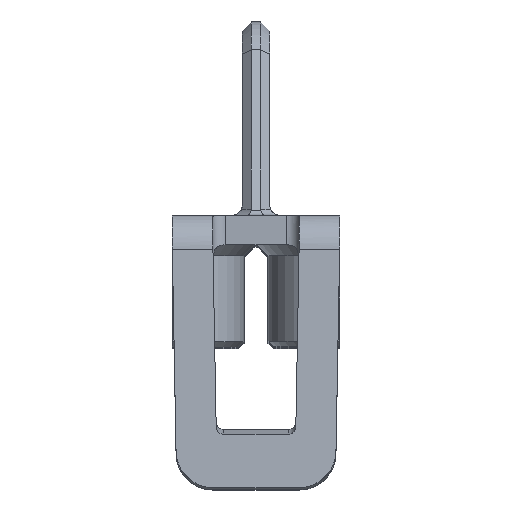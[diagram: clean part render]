
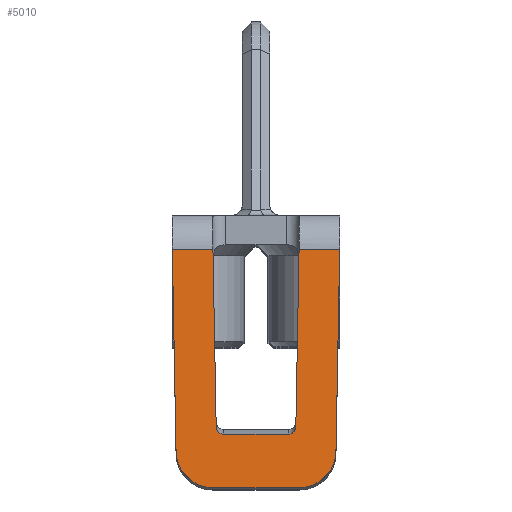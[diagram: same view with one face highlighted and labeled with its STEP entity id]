
A CAD part, top view. The second image highlights one B-rep face of the part: STEP entity #5010.
In plain terms, the highlighted planar face has unit normal (0, 0.07, 0.998).
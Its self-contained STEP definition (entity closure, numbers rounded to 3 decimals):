
#1037=DIRECTION('',(0.018,-0.997,0.07));
#1038=VECTOR('',#1037,11.005);
#1039=CARTESIAN_POINT('',(-4.543,-0.36,
37.66));
#1040=LINE('',#1039,#1038);
#1160=DIRECTION('',(0.018,0.997,-0.07));
#1161=VECTOR('',#1160,11.005);
#1162=CARTESIAN_POINT('',(4.342,-11.337,38.428));
#1163=LINE('',#1162,#1161);
#1307=CARTESIAN_POINT('',(-4.342,-11.337,
38.428));
#1308=CARTESIAN_POINT('',(-4.336,-11.663,
38.45));
#1309=CARTESIAN_POINT('',(-4.187,-12.177,
38.486));
#1310=CARTESIAN_POINT('',(-3.773,-12.756,
38.527));
#1311=CARTESIAN_POINT('',(-3.187,-13.159,
38.555));
#1312=CARTESIAN_POINT('',(-2.67,-13.3,38.565));
#1313=CARTESIAN_POINT('',(-2.343,-13.3,38.565));
#1315=DIRECTION('',(-1.,0.,0.));
#1316=VECTOR('',#1315,2.204);
#1317=CARTESIAN_POINT('',(-2.339,-0.36,
37.66));
#1318=LINE('',#1317,#1316);
#1319=DIRECTION('',(0.018,-0.997,0.07));
#1320=VECTOR('',#1319,9.661);
#1321=CARTESIAN_POINT('',(-2.339,-0.36,
37.66));
#1322=LINE('',#1321,#1320);
#1323=DIRECTION('',(1.,0.,0.));
#1324=VECTOR('',#1323,3.524);
#1325=CARTESIAN_POINT('',(-1.762,-10.4,38.362));
#1326=LINE('',#1325,#1324);
#1327=DIRECTION('',(0.018,0.997,-0.07));
#1328=VECTOR('',#1327,9.661);
#1329=CARTESIAN_POINT('',(2.162,-9.996,38.334));
#1330=LINE('',#1329,#1328);
#1331=DIRECTION('',(-1.,0.,0.));
#1332=VECTOR('',#1331,2.204);
#1333=CARTESIAN_POINT('',(4.543,-0.36,
37.66));
#1334=LINE('',#1333,#1332);
#1335=CARTESIAN_POINT('',(2.343,-13.3,38.565));
#1336=CARTESIAN_POINT('',(2.67,-13.3,38.565));
#1337=CARTESIAN_POINT('',(3.187,-13.159,38.555));
#1338=CARTESIAN_POINT('',(3.773,-12.756,38.527));
#1339=CARTESIAN_POINT('',(4.187,-12.177,38.486));
#1340=CARTESIAN_POINT('',(4.336,-11.663,38.45));
#1341=CARTESIAN_POINT('',(4.342,-11.337,38.428));
#1347=DIRECTION('',(1.,0.,0.));
#1348=VECTOR('',#1347,4.685);
#1349=CARTESIAN_POINT('',(-2.343,-13.3,38.565));
#1350=LINE('',#1349,#1348);
#1379=CARTESIAN_POINT('',(-1.762,-10.4,38.362));
#1380=CARTESIAN_POINT('',(-1.895,-10.4,38.362));
#1381=CARTESIAN_POINT('',(-2.06,-10.297,
38.355));
#1382=CARTESIAN_POINT('',(-2.16,-10.129,
38.343));
#1383=CARTESIAN_POINT('',(-2.162,-9.996,
38.334));
#1397=CARTESIAN_POINT('',(2.162,-9.996,38.334));
#1398=CARTESIAN_POINT('',(2.16,-10.129,38.343));
#1399=CARTESIAN_POINT('',(2.06,-10.297,38.355));
#1400=CARTESIAN_POINT('',(1.895,-10.4,38.362));
#1401=CARTESIAN_POINT('',(1.762,-10.4,38.362));
#2979=CARTESIAN_POINT('',(-2.162,-9.996,
38.334));
#2981=VERTEX_POINT('',#2979);
#2983=CARTESIAN_POINT('',(-1.762,-10.4,38.362));
#2985=VERTEX_POINT('',#2983);
#2986=CARTESIAN_POINT('',(2.162,-9.996,38.334));
#2988=VERTEX_POINT('',#2986);
#2990=CARTESIAN_POINT('',(1.762,-10.4,38.362));
#2992=VERTEX_POINT('',#2990);
#2998=CARTESIAN_POINT('',(2.339,-0.36,
37.66));
#2999=VERTEX_POINT('',#2998);
#3000=CARTESIAN_POINT('',(-2.339,-0.36,
37.66));
#3001=VERTEX_POINT('',#3000);
#3084=CARTESIAN_POINT('',(-4.543,-0.36,
37.66));
#3085=VERTEX_POINT('',#3084);
#3086=CARTESIAN_POINT('',(4.543,-0.36,
37.66));
#3087=VERTEX_POINT('',#3086);
#3204=VERTEX_POINT('',#1307);
#3205=VERTEX_POINT('',#1313);
#3213=CARTESIAN_POINT('',(2.343,-13.3,38.565));
#3214=VERTEX_POINT('',#3213);
#3215=VERTEX_POINT('',#1341);
#4983=CARTESIAN_POINT('',(4.55,1.5,37.53));
#4984=DIRECTION('',(0.,0.07,0.998));
#4985=DIRECTION('',(0.,-0.998,0.07));
#4986=AXIS2_PLACEMENT_3D('',#4983,#4984,#4985);
#4987=PLANE('',#4986);
#4989=ORIENTED_EDGE('',*,*,#4988,.F.);
#4990=ORIENTED_EDGE('',*,*,#4692,.F.);
#4991=ORIENTED_EDGE('',*,*,#4976,.F.);
#4992=ORIENTED_EDGE('',*,*,#4945,.T.);
#4994=ORIENTED_EDGE('',*,*,#4993,.F.);
#4996=ORIENTED_EDGE('',*,*,#4995,.T.);
#4998=ORIENTED_EDGE('',*,*,#4997,.F.);
#5000=ORIENTED_EDGE('',*,*,#4999,.T.);
#5002=ORIENTED_EDGE('',*,*,#5001,.F.);
#5003=ORIENTED_EDGE('',*,*,#4821,.F.);
#5005=ORIENTED_EDGE('',*,*,#5004,.F.);
#5007=ORIENTED_EDGE('',*,*,#5006,.F.);
#5008=EDGE_LOOP('',(#4989,#4990,#4991,#4992,#4994,#4996,#4998,#5000,#5002,#5003,
#5005,#5007));
#5009=FACE_OUTER_BOUND('',#5008,.F.);
#5010=ADVANCED_FACE('',(#5009),#4987,.T.);
#1314=B_SPLINE_CURVE_WITH_KNOTS('',3,(#1307,#1308,#1309,#1310,#1311,#1312,
#1313),.UNSPECIFIED.,.F.,.F.,(4,1,1,1,4),(0.,0.25,0.5,0.75,1.),
.UNSPECIFIED.);
#1342=B_SPLINE_CURVE_WITH_KNOTS('',3,(#1335,#1336,#1337,#1338,#1339,#1340,
#1341),.UNSPECIFIED.,.F.,.F.,(4,1,1,1,4),(0.,0.25,0.5,0.75,1.),
.UNSPECIFIED.);
#1384=B_SPLINE_CURVE_WITH_KNOTS('',3,(#1379,#1380,#1381,#1382,#1383),
.UNSPECIFIED.,.F.,.F.,(4,1,4),(0.,0.5,1.),.UNSPECIFIED.);
#1402=B_SPLINE_CURVE_WITH_KNOTS('',3,(#1397,#1398,#1399,#1400,#1401),
.UNSPECIFIED.,.F.,.F.,(4,1,4),(0.,0.5,1.),.UNSPECIFIED.);
#4692=EDGE_CURVE('',#3085,#3204,#1040,.T.);
#4821=EDGE_CURVE('',#3215,#3087,#1163,.T.);
#4945=EDGE_CURVE('',#3001,#2981,#1322,.T.);
#4976=EDGE_CURVE('',#3001,#3085,#1318,.T.);
#4988=EDGE_CURVE('',#3204,#3205,#1314,.T.);
#4993=EDGE_CURVE('',#2985,#2981,#1384,.T.);
#4995=EDGE_CURVE('',#2985,#2992,#1326,.T.);
#4997=EDGE_CURVE('',#2988,#2992,#1402,.T.);
#4999=EDGE_CURVE('',#2988,#2999,#1330,.T.);
#5001=EDGE_CURVE('',#3087,#2999,#1334,.T.);
#5004=EDGE_CURVE('',#3214,#3215,#1342,.T.);
#5006=EDGE_CURVE('',#3205,#3214,#1350,.T.);
